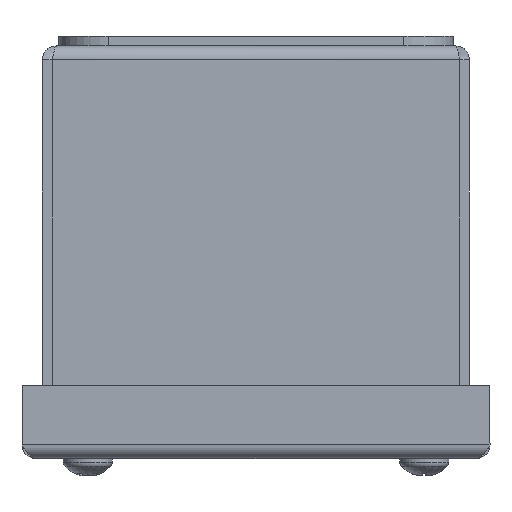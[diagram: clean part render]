
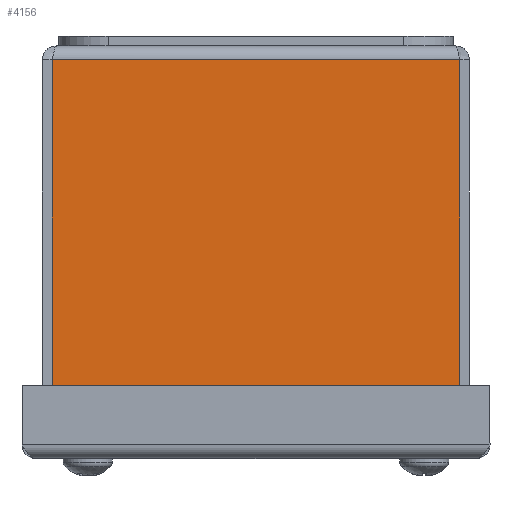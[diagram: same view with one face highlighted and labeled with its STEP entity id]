
A CAD part, front view. The second image highlights one B-rep face of the part: STEP entity #4156.
In plain terms, the highlighted planar face has unit normal (0, -1, 0).
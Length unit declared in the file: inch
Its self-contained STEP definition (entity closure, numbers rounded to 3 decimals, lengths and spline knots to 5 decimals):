
#795=FACE_OUTER_BOUND('',#1081,.T.);
#1081=EDGE_LOOP('',(#3479,#3480,#3481,#3482));
#1437=LINE('',#6852,#1771);
#1445=LINE('',#6873,#1779);
#1446=LINE('',#6875,#1780);
#1447=LINE('',#6876,#1781);
#1771=VECTOR('',#5339,3.10059);
#1779=VECTOR('',#5367,2.5995);
#1780=VECTOR('',#5368,3.10059);
#1781=VECTOR('',#5369,2.5995);
#2126=VERTEX_POINT('',#6849);
#2127=VERTEX_POINT('',#6851);
#2130=VERTEX_POINT('',#6872);
#2131=VERTEX_POINT('',#6874);
#2584=EDGE_CURVE('',#2127,#2126,#1437,.T.);
#2595=EDGE_CURVE('',#2130,#2126,#1445,.T.);
#2596=EDGE_CURVE('',#2130,#2131,#1446,.T.);
#2597=EDGE_CURVE('',#2127,#2131,#1447,.T.);
#3479=ORIENTED_EDGE('',*,*,#2584,.T.);
#3480=ORIENTED_EDGE('',*,*,#2595,.F.);
#3481=ORIENTED_EDGE('',*,*,#2596,.T.);
#3482=ORIENTED_EDGE('',*,*,#2597,.F.);
#3961=PLANE('',#4511);
#4156=ADVANCED_FACE('',(#795),#3961,.F.);
#4511=AXIS2_PLACEMENT_3D('',#6871,#5365,#5366);
#5339=DIRECTION('',(-1.,0.,0.));
#5365=DIRECTION('center_axis',(0.,1.,0.));
#5366=DIRECTION('ref_axis',(1.,0.,0.));
#5367=DIRECTION('',(0.,0.,1.));
#5368=DIRECTION('',(1.,0.,0.));
#5369=DIRECTION('',(0.,0.,-1.));
#6849=CARTESIAN_POINT('',(0.07471,0.,2.70475));
#6851=CARTESIAN_POINT('',(3.17529,0.,2.70475));
#6852=CARTESIAN_POINT('',(2.40015,0.,2.70475));
#6871=CARTESIAN_POINT('Origin',(1.625,0.,1.37666));
#6872=CARTESIAN_POINT('',(0.07471,0.,0.10525));
#6873=CARTESIAN_POINT('',(0.07471,0.,0.10525));
#6874=CARTESIAN_POINT('',(3.17529,0.,0.10525));
#6875=CARTESIAN_POINT('',(1.625,0.,0.10525));
#6876=CARTESIAN_POINT('',(3.17529,0.,0.10525));
